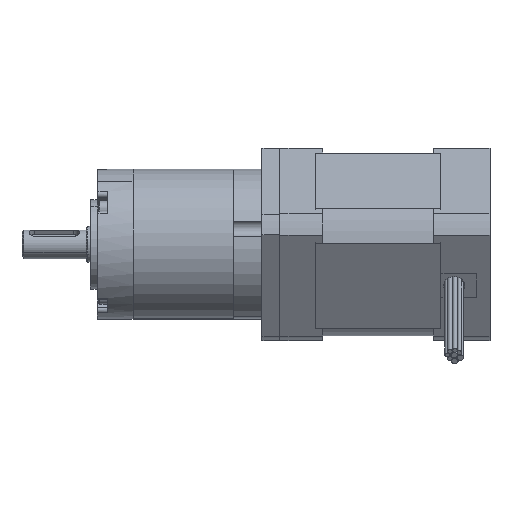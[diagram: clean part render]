
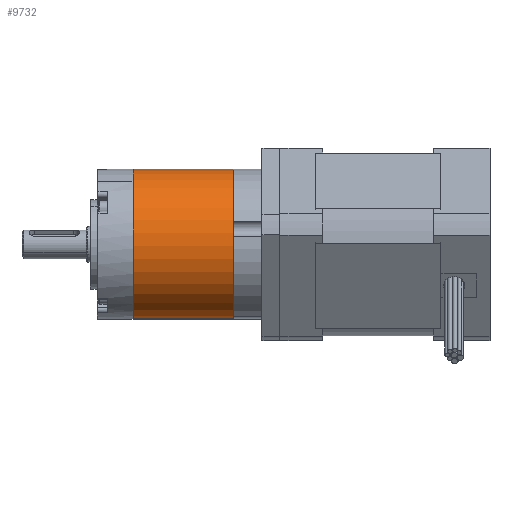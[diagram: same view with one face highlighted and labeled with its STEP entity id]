
A CAD part, left-side view. The second image highlights one B-rep face of the part: STEP entity #9732.
In plain terms, the highlighted cylindrical face has radius 21 mm (diameter 42 mm), a partial arc.
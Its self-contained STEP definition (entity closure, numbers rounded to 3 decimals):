
#155 = EDGE_LOOP ( 'NONE', ( #8661, #12320, #13481, #973 ) ) ;
#256 = CARTESIAN_POINT ( 'NONE',  ( -21., 0., -14. ) ) ;
#693 = EDGE_CURVE ( 'NONE', #4311, #9192, #1559, .T. ) ;
#973 = ORIENTED_EDGE ( 'NONE', *, *, #14186, .F. ) ;
#1019 = EDGE_CURVE ( 'NONE', #6091, #9192, #1363, .T. ) ;
#1157 = CIRCLE ( 'NONE', #4266, 21. ) ;
#1363 = LINE ( 'NONE', #256, #4419 ) ;
#1559 = CIRCLE ( 'NONE', #14944, 21. ) ;
#1587 = CARTESIAN_POINT ( 'NONE',  ( -21., 0., -14. ) ) ;
#1624 = CARTESIAN_POINT ( 'NONE',  ( 0., 0., 14. ) ) ;
#1961 = DIRECTION ( 'NONE',  ( 1., 0., 0. ) ) ;
#3530 = CARTESIAN_POINT ( 'NONE',  ( 0., 0., -14. ) ) ;
#3752 = VERTEX_POINT ( 'NONE', #11072 ) ;
#3796 = DIRECTION ( 'NONE',  ( 0., 0., 1. ) ) ;
#4266 = AXIS2_PLACEMENT_3D ( 'NONE', #6556, #9243, #1961 ) ;
#4311 = VERTEX_POINT ( 'NONE', #4991 ) ;
#4419 = VECTOR ( 'NONE', #3796, 1000. ) ;
#4666 = FACE_OUTER_BOUND ( 'NONE', #155, .T. ) ;
#4991 = CARTESIAN_POINT ( 'NONE',  ( 21., 0., 14. ) ) ;
#5845 = VECTOR ( 'NONE', #10947, 1000. ) ;
#6091 = VERTEX_POINT ( 'NONE', #1587 ) ;
#6556 = CARTESIAN_POINT ( 'NONE',  ( 0., 0., -14. ) ) ;
#7067 = DIRECTION ( 'NONE',  ( 1., 0., 0. ) ) ;
#7294 = CARTESIAN_POINT ( 'NONE',  ( -21., 0., 14. ) ) ;
#8465 = DIRECTION ( 'NONE',  ( 0., 0., 1. ) ) ;
#8589 = AXIS2_PLACEMENT_3D ( 'NONE', #3530, #8465, #7067 ) ;
#8661 = ORIENTED_EDGE ( 'NONE', *, *, #11652, .T. ) ;
#9068 = DIRECTION ( 'NONE',  ( 1., 0., 0. ) ) ;
#9142 = DIRECTION ( 'NONE',  ( 0., 0., 1. ) ) ;
#9192 = VERTEX_POINT ( 'NONE', #7294 ) ;
#9243 = DIRECTION ( 'NONE',  ( 0., 0., 1. ) ) ;
#9665 = CYLINDRICAL_SURFACE ( 'NONE', #8589, 21. ) ;
#9732 = ADVANCED_FACE ( 'NONE', ( #4666 ), #9665, .T. ) ;
#10947 = DIRECTION ( 'NONE',  ( 0., 0., 1. ) ) ;
#11072 = CARTESIAN_POINT ( 'NONE',  ( 21., 0., -14. ) ) ;
#11652 = EDGE_CURVE ( 'NONE', #3752, #6091, #1157, .T. ) ;
#12142 = CARTESIAN_POINT ( 'NONE',  ( 21., 0., -14. ) ) ;
#12320 = ORIENTED_EDGE ( 'NONE', *, *, #1019, .T. ) ;
#13141 = LINE ( 'NONE', #12142, #5845 ) ;
#13481 = ORIENTED_EDGE ( 'NONE', *, *, #693, .F. ) ;
#14186 = EDGE_CURVE ( 'NONE', #3752, #4311, #13141, .T. ) ;
#14944 = AXIS2_PLACEMENT_3D ( 'NONE', #1624, #9142, #9068 ) ;
